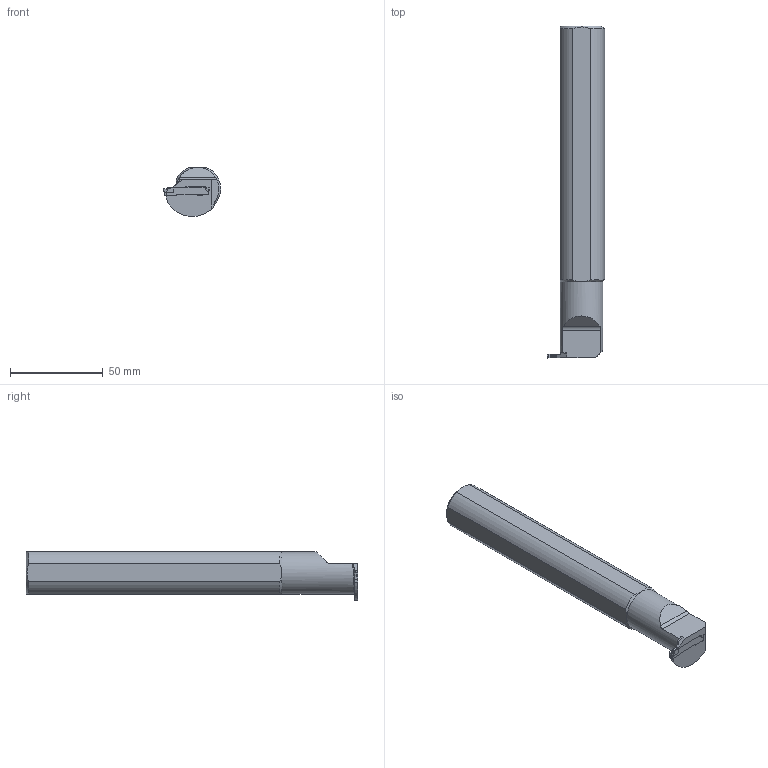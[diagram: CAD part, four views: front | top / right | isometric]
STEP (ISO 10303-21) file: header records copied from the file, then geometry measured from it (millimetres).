
FILE_DESCRIPTION(/* description */ (''),/* implementation_level */ '2;1');
FILE_NAME(/* name */ 'GL2-A25QGL-06-32_204153558ndi000_00_SIM.stp',/* time_stamp */ '2022-08-08T09:38:43+02:00',/* author */ (''),/* organization */ (''),/* preprocessor_version */ 'ST-DEVELOPER v16.7',/* originating_system */ 'SIEMENS PLM Software NX 12.0',/* authorisation */ '');
FILE_SCHEMA (('AUTOMOTIVE_DESIGN { 1 0 10303 214 3 1 1 1 }'));
Length unit declared in the file: millimetre
Products named in the file (1): pi25485C7505a5x7
Bounding box: 31.01 x 179.33 x 26.46 mm (x, y, z)
Volume: 80531.8 mm3; surface area: 14997.2 mm2
Topology: 2 solids, 3 shells, 252 faces, 630 edges, 373 vertices
Faces by surface type: bspline 119, cylinder 71, plane 46, extrusion 6, cone 5, sphere 4, torus 1
Full cylindrical faces by diameter (mm): 23 x1
Entity records: 9355 total; most frequent: CARTESIAN_POINT 4472, ORIENTED_EDGE 1220, DIRECTION 714, EDGE_CURVE 610, VERTEX_POINT 367, AXIS2_PLACEMENT_3D 272, B_SPLINE_CURVE_WITH_KNOTS 264, EDGE_LOOP 254
